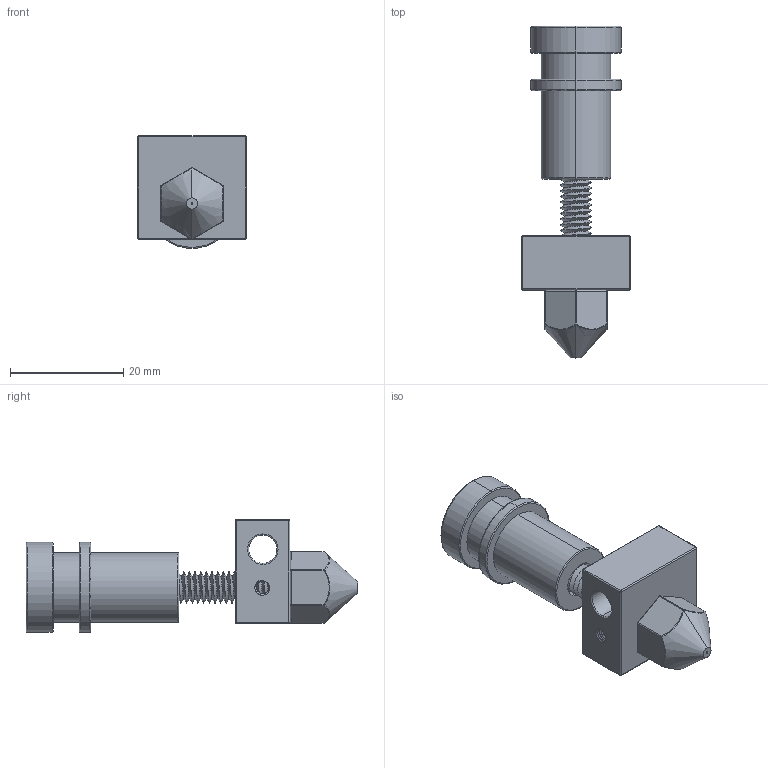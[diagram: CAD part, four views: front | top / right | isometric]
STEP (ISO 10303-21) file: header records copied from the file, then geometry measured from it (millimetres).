
FILE_DESCRIPTION (( 'STEP AP203' ), '1' );
FILE_NAME ('mgplus_hotend.step', '2016-03-08T04:34:28', ( '' ), ( '' ), 'SwSTEP 2.0', 'SolidWorks 2015', '' );
FILE_SCHEMA (( 'CONFIG_CONTROL_DESIGN' ));
Length unit declared in the file: millimetre
Products named in the file (1): mgplus_hotend
Bounding box: 19.15 x 58.6 x 19.95 mm (x, y, z)
Volume: 7329.3 mm3; surface area: 5888.9 mm2
Topology: 4 solids, 4 shells, 300 faces, 789 edges, 488 vertices
Faces by surface type: cylinder 212, torus 24, plane 23, sphere 20, bspline 19, cone 2
Entity records: 24434 total; most frequent: CARTESIAN_POINT 18077, ORIENTED_EDGE 1550, DIRECTION 1117, EDGE_CURVE 775, VERTEX_POINT 488, AXIS2_PLACEMENT_3D 444, EDGE_LOOP 321, FACE_OUTER_BOUND 300
